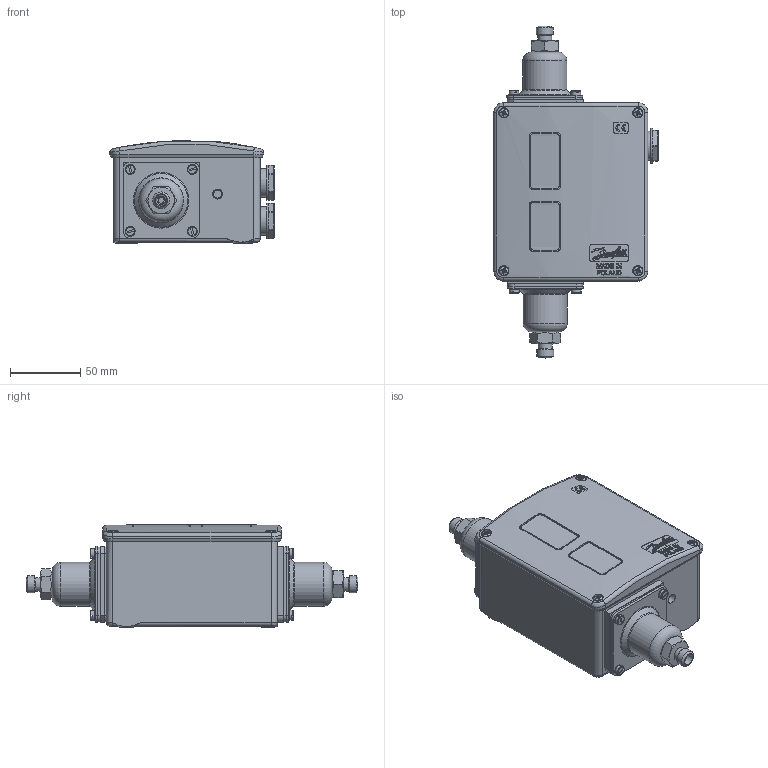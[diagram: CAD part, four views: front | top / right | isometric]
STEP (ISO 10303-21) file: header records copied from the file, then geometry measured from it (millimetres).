
FILE_DESCRIPTION((''),'2;1');
FILE_NAME('WEB017D9222.step','2014-12-18T16:56:15',(''),(''),'Autodesk Inventor 2012','Autodesk Inventor 2012','');
FILE_SCHEMA(('AUTOMOTIVE_DESIGN { 1 2 10303 214 0 1 1 1 }'));
Length unit declared in the file: millimetre
Products named in the file (1): WEB017D9222
Bounding box: 116.42 x 235.5 x 72.63 mm (x, y, z)
Volume: 978145.3 mm3; surface area: 96769.4 mm2
Topology: 1 solids, 45 shells, 2545 faces, 6933 edges, 4659 vertices
Faces by surface type: plane 1911, cylinder 330, cone 134, torus 70, bspline 64, sphere 36
Full cylindrical faces by diameter (mm): 2 x2, 2.5 x2, 2.55 x2, 3.128 x4, 3.2 x1, 3.3 x4, 3.5 x12, 3.6 x3, 3.8 x4, 3.86 x4, 4 x18, 4.2 x9, 4.35 x12, 4.5 x2, 4.6 x8, 5 x5, 5.5 x3, 6 x3, 6.1 x2, 6.8 x2, 6.9 x4, 7 x9, 7.2 x4, 9.7 x2, 12 x2, 14.05 x2, 14.5 x2, 15.2 x2, 15.22 x2, 18.3 x2
Entity records: 87719 total; most frequent: CARTESIAN_POINT 19739, DIRECTION 14734, ORIENTED_EDGE 12984, EDGE_CURVE 6493, AXIS2_PLACEMENT_3D 6123, VERTEX_POINT 4392, EDGE_LOOP 2977, STYLED_ITEM 2576
